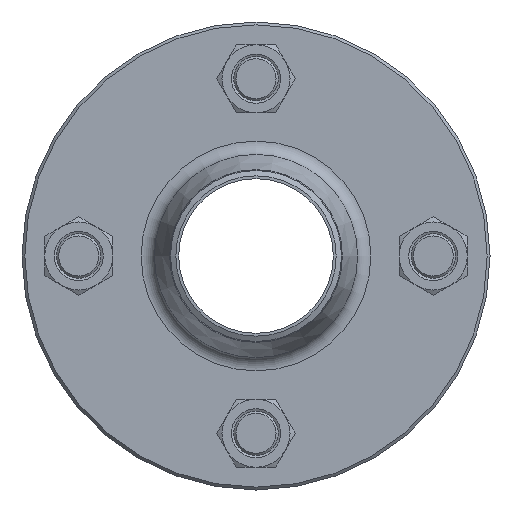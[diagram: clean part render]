
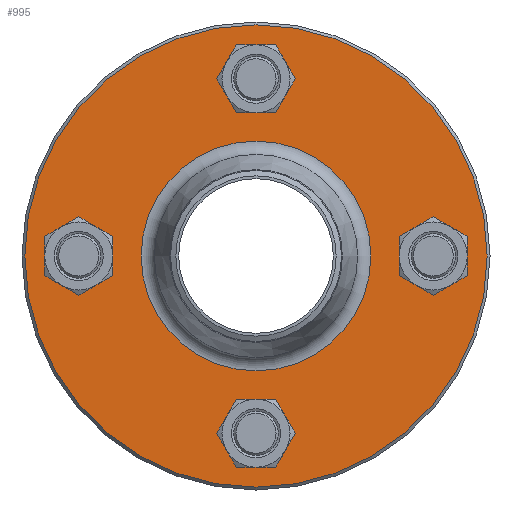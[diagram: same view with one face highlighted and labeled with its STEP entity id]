
A CAD part, left-side view. The second image highlights one B-rep face of the part: STEP entity #995.
In plain terms, the highlighted planar face has unit normal (-1, 0, 0).
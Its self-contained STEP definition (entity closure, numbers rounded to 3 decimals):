
#482=FACE_BOUND('',#1607,.T.);
#483=FACE_BOUND('',#1608,.T.);
#484=FACE_BOUND('',#1609,.T.);
#485=FACE_BOUND('',#1610,.T.);
#486=FACE_BOUND('',#1611,.T.);
#487=FACE_BOUND('',#1612,.T.);
#728=CIRCLE('',#3997,40.512);
#729=CIRCLE('',#3999,81.5);
#730=CIRCLE('',#4000,10.);
#731=CIRCLE('',#4001,10.);
#732=CIRCLE('',#4002,10.);
#733=CIRCLE('',#4003,10.);
#995=ADVANCED_FACE('',(#482,#483,#484,#485,#486,#487),#1132,.F.);
#1132=PLANE('',#4004);
#1607=EDGE_LOOP('',(#2615));
#1608=EDGE_LOOP('',(#2616));
#1609=EDGE_LOOP('',(#2617));
#1610=EDGE_LOOP('',(#2618));
#1611=EDGE_LOOP('',(#2619));
#1612=EDGE_LOOP('',(#2620));
#2615=ORIENTED_EDGE('',*,*,#3419,.T.);
#2616=ORIENTED_EDGE('',*,*,#3420,.T.);
#2617=ORIENTED_EDGE('',*,*,#3421,.T.);
#2618=ORIENTED_EDGE('',*,*,#3422,.T.);
#2619=ORIENTED_EDGE('',*,*,#3423,.T.);
#2620=ORIENTED_EDGE('',*,*,#3418,.T.);
#3001=VERTEX_POINT('',#6374);
#3002=VERTEX_POINT('',#6377);
#3003=VERTEX_POINT('',#6379);
#3004=VERTEX_POINT('',#6381);
#3005=VERTEX_POINT('',#6383);
#3006=VERTEX_POINT('',#6385);
#3418=EDGE_CURVE('',#3001,#3001,#728,.T.);
#3419=EDGE_CURVE('',#3002,#3002,#729,.T.);
#3420=EDGE_CURVE('',#3003,#3003,#730,.T.);
#3421=EDGE_CURVE('',#3004,#3004,#731,.T.);
#3422=EDGE_CURVE('',#3005,#3005,#732,.T.);
#3423=EDGE_CURVE('',#3006,#3006,#733,.T.);
#3997=AXIS2_PLACEMENT_3D('',#6373,#4951,#4952);
#3999=AXIS2_PLACEMENT_3D('',#6376,#4955,#4956);
#4000=AXIS2_PLACEMENT_3D('',#6378,#4957,#4958);
#4001=AXIS2_PLACEMENT_3D('',#6380,#4959,#4960);
#4002=AXIS2_PLACEMENT_3D('',#6382,#4961,#4962);
#4003=AXIS2_PLACEMENT_3D('',#6384,#4963,#4964);
#4004=AXIS2_PLACEMENT_3D('',#6386,#4965,#4966);
#4951=DIRECTION('',(1.,0.,0.));
#4952=DIRECTION('',(0.,-1.,0.));
#4955=DIRECTION('',(-1.,0.,0.));
#4956=DIRECTION('',(0.,-1.,0.));
#4957=DIRECTION('',(1.,0.,0.));
#4958=DIRECTION('',(0.,-1.,0.));
#4959=DIRECTION('',(1.,0.,0.));
#4960=DIRECTION('',(0.,-1.,0.));
#4961=DIRECTION('',(1.,0.,0.));
#4962=DIRECTION('',(0.,-1.,0.));
#4963=DIRECTION('',(1.,0.,0.));
#4964=DIRECTION('',(0.,-1.,0.));
#4965=DIRECTION('',(1.,0.,0.));
#4966=DIRECTION('',(0.,-1.,0.));
#6373=CARTESIAN_POINT('',(50.768,0.,82.5));
#6374=CARTESIAN_POINT('',(50.768,-40.512,82.5));
#6376=CARTESIAN_POINT('',(50.768,0.,82.5));
#6377=CARTESIAN_POINT('',(50.768,-81.5,82.5));
#6378=CARTESIAN_POINT('',(50.768,62.5,82.5));
#6379=CARTESIAN_POINT('',(50.768,52.5,82.5));
#6380=CARTESIAN_POINT('',(50.768,0.,145.));
#6381=CARTESIAN_POINT('',(50.768,-10.,145.));
#6382=CARTESIAN_POINT('',(50.768,-62.5,82.5));
#6383=CARTESIAN_POINT('',(50.768,-72.5,82.5));
#6384=CARTESIAN_POINT('',(50.768,0.,20.));
#6385=CARTESIAN_POINT('',(50.768,-10.,20.));
#6386=CARTESIAN_POINT('',(50.768,0.,41.988));
